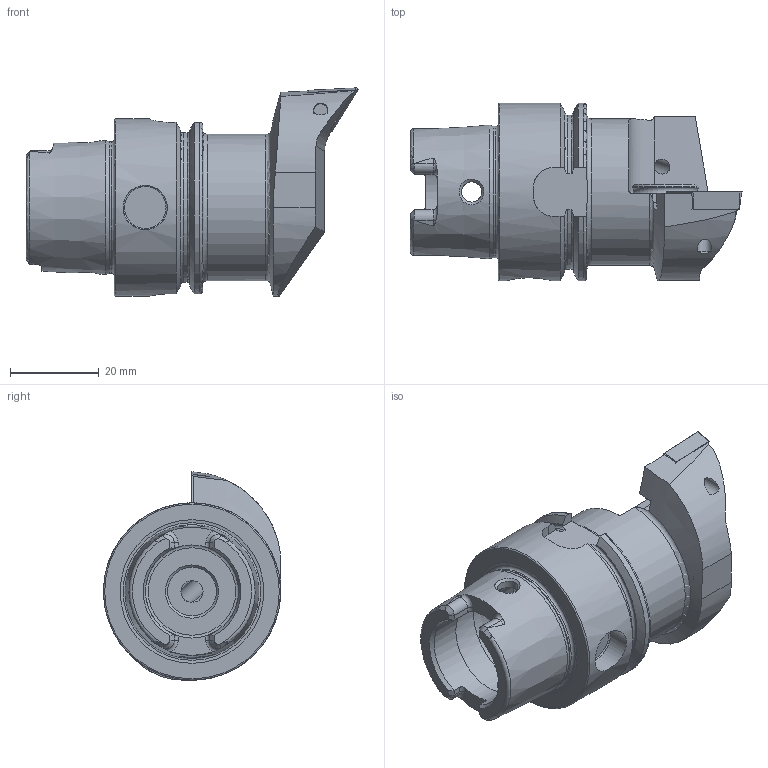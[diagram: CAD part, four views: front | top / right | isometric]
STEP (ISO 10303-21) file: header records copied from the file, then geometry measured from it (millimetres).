
FILE_DESCRIPTION (( 'STEP AP214' ), '1' );
FILE_NAME ('HA4.KDB.LJA.055-HP.STEP', '2021-12-22T07:58:04', ( '' ), ( '' ), 'SwSTEP 2.0', 'SolidWorks 2017', '' );
FILE_SCHEMA (( 'AUTOMOTIVE_DESIGN' ));
Length unit declared in the file: millimetre
Products named in the file (11): KVT_MB_600_050; DIN 7991 - M5x15; CHP-ER1.015.006_A; ISO 8752 2x8; DCMT11T304; WCB-ER2.001.009_A; DIN 3771 - 13x1; CHP-ER1.015.006; HA4-KDB.LJA.055-HP_A_Fertigbearbeitung; CHP-ER1.008.011_A; HA4.KDB.LJA.055-HP
Assembly tree (10 placements, depth 3):
  HA4.KDB.LJA.055-HP
    HA4-KDB.LJA.055-HP_A_Fertigbearbeitung
    WCB-ER2.001.009_A
    DCMT11T304
    CHP-ER1.008.011_A
    CHP-ER1.015.006
      CHP-ER1.015.006_A
      DIN 3771 - 13x1
      DIN 7991 - M5x15
    ISO 8752 2x8
    KVT_MB_600_050
Bounding box: 74.91 x 40 x 47 mm (x, y, z)
Volume: 44430.3 mm3; surface area: 16990.4 mm2
Topology: 10 solids, 10 shells, 334 faces, 836 edges, 519 vertices
Faces by surface type: plane 123, cylinder 81, cone 78, torus 32, bspline 18, sphere 2
Full cylindrical faces by diameter (mm): 2 x1, 2.5 x1, 3 x1, 3.3 x4, 4 x2, 4.2 x2, 4.4 x1, 4.6 x2, 5 x5, 5.2 x1, 5.25 x1, 5.5 x1, 6.1 x1, 7 x1, 8 x1, 10 x2, 11 x1, 12.5 x1, 13.4 x1, 15 x4, 21 x2, 25.5 x1, 29.707 x1, 33 x1, 40 x1
Entity records: 12625 total; most frequent: CARTESIAN_POINT 4187, ORIENTED_EDGE 1390, DIRECTION 1370, EDGE_CURVE 695, AXIS2_PLACEMENT_3D 568, VERTEX_POINT 485, EDGE_LOOP 456, FACE_OUTER_BOUND 389
